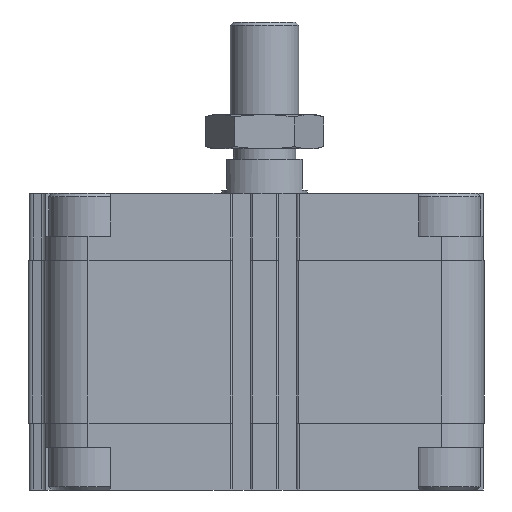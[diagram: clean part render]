
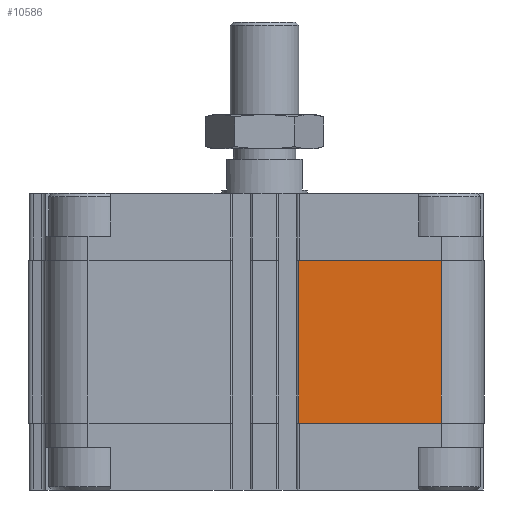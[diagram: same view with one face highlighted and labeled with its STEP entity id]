
A CAD part, left-side view. The second image highlights one B-rep face of the part: STEP entity #10586.
In plain terms, the highlighted face is planar.
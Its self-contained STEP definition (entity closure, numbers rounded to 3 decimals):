
#2012=ORIENTED_EDGE('',*,*,#4694,.F.);
#2013=ORIENTED_EDGE('',*,*,#4779,.F.);
#2014=ORIENTED_EDGE('',*,*,#4393,.T.);
#2015=ORIENTED_EDGE('',*,*,#4780,.T.);
#4393=EDGE_CURVE('',#5925,#5924,#6842,.T.);
#4694=EDGE_CURVE('',#6113,#6114,#7056,.T.);
#4779=EDGE_CURVE('',#5925,#6113,#7109,.T.);
#4780=EDGE_CURVE('',#5924,#6114,#7110,.T.);
#5924=VERTEX_POINT('',#16232);
#5925=VERTEX_POINT('',#16234);
#6113=VERTEX_POINT('',#16827);
#6114=VERTEX_POINT('',#16829);
#6842=LINE('',#16233,#7812);
#7056=LINE('',#16828,#8026);
#7109=LINE('',#16999,#8079);
#7110=LINE('',#17001,#8080);
#7812=VECTOR('',#12590,1000.);
#8026=VECTOR('',#13188,1000.);
#8079=VECTOR('',#13363,1000.);
#8080=VECTOR('',#13366,1000.);
#8701=EDGE_LOOP('',(#2012,#2013,#2014,#2015));
#9445=FACE_BOUND('',#8701,.T.);
#10107=PLANE('',#11454);
#10586=ADVANCED_FACE('',(#9445),#10107,.T.);
#11454=AXIS2_PLACEMENT_3D('',#17000,#13364,#13365);
#12590=DIRECTION('',(0.,1.,0.));
#13188=DIRECTION('',(0.,1.,0.));
#13363=DIRECTION('',(0.,0.,1.));
#13364=DIRECTION('',(1.,0.,0.));
#13365=DIRECTION('',(0.,0.,-1.));
#13366=DIRECTION('',(0.,0.,1.));
#16232=CARTESIAN_POINT('',(64.,51.5,-67.));
#16233=CARTESIAN_POINT('',(64.,9.95,-67.));
#16234=CARTESIAN_POINT('',(64.,9.95,-67.));
#16827=CARTESIAN_POINT('',(64.,9.95,-19.5));
#16828=CARTESIAN_POINT('',(64.,9.95,-19.5));
#16829=CARTESIAN_POINT('',(64.,51.5,-19.5));
#16999=CARTESIAN_POINT('',(64.,9.95,-67.));
#17000=CARTESIAN_POINT('',(64.,9.95,-67.));
#17001=CARTESIAN_POINT('',(64.,51.5,-67.));
